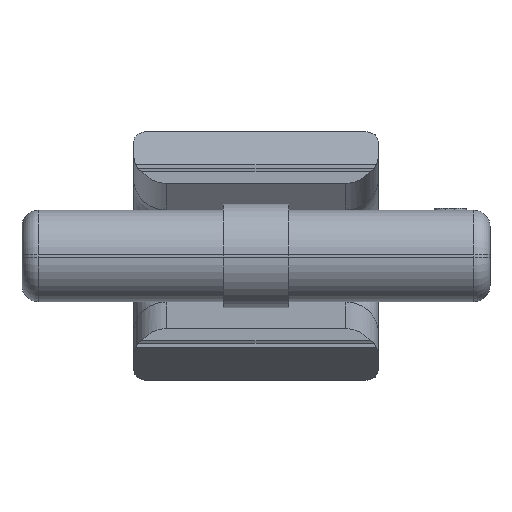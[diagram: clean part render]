
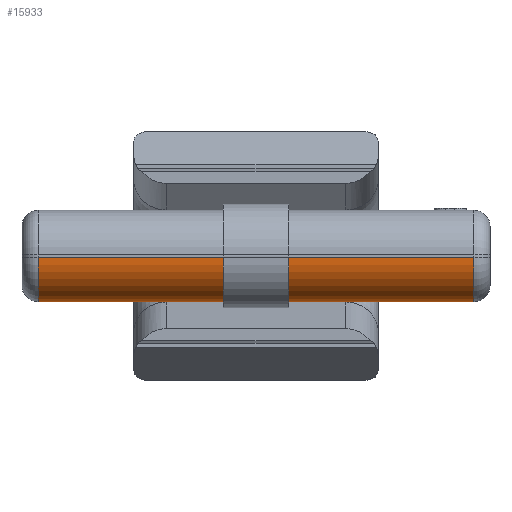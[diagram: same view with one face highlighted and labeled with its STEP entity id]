
A CAD part, front view. The second image highlights one B-rep face of the part: STEP entity #15933.
In plain terms, the highlighted cylindrical face has radius 11 mm (diameter 22 mm), a partial arc.
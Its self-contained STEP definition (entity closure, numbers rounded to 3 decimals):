
#13061=DIRECTION('',(-1.,0.,0.));
#13062=VECTOR('',#13061,107.);
#13063=CARTESIAN_POINT('',(53.5,-81.,-0.25));
#13064=LINE('',#13063,#13062);
#13065=CARTESIAN_POINT('',(53.5,-70.,-0.25));
#13066=DIRECTION('',(-1.,0.,0.));
#13067=DIRECTION('',(0.,0.,-1.));
#13068=AXIS2_PLACEMENT_3D('',#13065,#13066,#13067);
#13070=DIRECTION('',(1.,0.,0.));
#13071=VECTOR('',#13070,107.);
#13072=CARTESIAN_POINT('',(-53.5,-70.,-11.25));
#13073=LINE('',#13072,#13071);
#13074=CARTESIAN_POINT('',(-53.5,-70.,-0.25));
#13075=DIRECTION('',(-1.,0.,0.));
#13076=DIRECTION('',(0.,0.,-1.));
#13077=AXIS2_PLACEMENT_3D('',#13074,#13075,#13076);
#14182=CARTESIAN_POINT('',(-53.5,-70.,-11.25));
#14184=VERTEX_POINT('',#14182);
#14233=CARTESIAN_POINT('',(53.5,-70.,-11.25));
#14235=VERTEX_POINT('',#14233);
#14266=CARTESIAN_POINT('',(-53.5,-81.,-0.25));
#14267=VERTEX_POINT('',#14266);
#14270=CARTESIAN_POINT('',(53.5,-81.,-0.25));
#14271=VERTEX_POINT('',#14270);
#15920=CARTESIAN_POINT('',(132.457,-70.,-0.25));
#15921=DIRECTION('',(-1.,0.,0.));
#15922=DIRECTION('',(0.,0.,-1.));
#15923=AXIS2_PLACEMENT_3D('',#15920,#15921,#15922);
#15924=CYLINDRICAL_SURFACE('',#15923,11.);
#15926=ORIENTED_EDGE('',*,*,#15925,.F.);
#15927=ORIENTED_EDGE('',*,*,#15911,.F.);
#15928=ORIENTED_EDGE('',*,*,#15329,.F.);
#15930=ORIENTED_EDGE('',*,*,#15929,.T.);
#15931=EDGE_LOOP('',(#15926,#15927,#15928,#15930));
#15932=FACE_OUTER_BOUND('',#15931,.F.);
#15933=ADVANCED_FACE('',(#15932),#15924,.T.);
#13069=CIRCLE('',#13068,11.);
#13078=CIRCLE('',#13077,11.);
#15329=EDGE_CURVE('',#14184,#14235,#13073,.T.);
#15911=EDGE_CURVE('',#14235,#14271,#13069,.T.);
#15925=EDGE_CURVE('',#14271,#14267,#13064,.T.);
#15929=EDGE_CURVE('',#14184,#14267,#13078,.T.);
